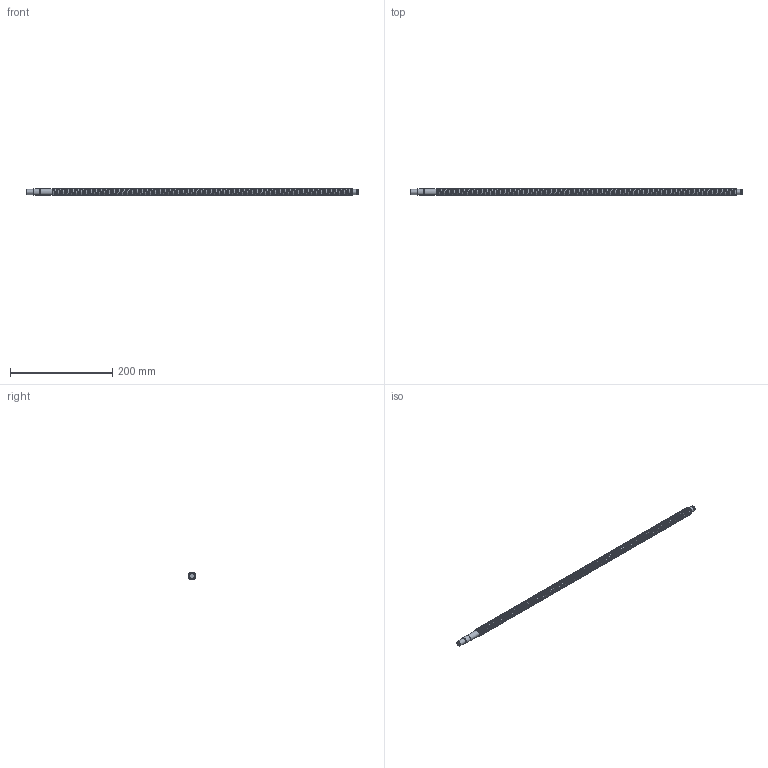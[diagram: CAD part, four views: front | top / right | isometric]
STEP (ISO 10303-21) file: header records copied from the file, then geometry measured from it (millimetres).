
FILE_DESCRIPTION(/* description */ (''),/* implementation_level */ '2;1');
FILE_NAME(/* name */ 'ballscrews_sfhr01605_650_r_bf12_l_bk12.step',/* time_stamp */ '2020-04-14T17:14:41+01:00',/* author */ (''),/* organization */ (''),/* preprocessor_version */ 'ST-DEVELOPER v18.1',/* originating_system */ 'Autodesk Translation Framework v9.2.0.1227',/* authorisation */ '');
FILE_SCHEMA (('AUTOMOTIVE_DESIGN { 1 0 10303 214 3 1 1 }'));
Length unit declared in the file: millimetre
Products named in the file (3): ballscrews_sfhr01605_650_r_bf12_l_bk12; Ballscrew; Screw
Assembly tree (2 placements, depth 3):
  ballscrews_sfhr01605_650_r_bf12_l_bk12
    Ballscrew
      Screw
Bounding box: 650 x 15.02 x 15.01 mm (x, y, z)
Volume: 92070.3 mm3; surface area: 36395.1 mm2
Topology: 1 solids, 1 shells, 138 faces, 387 edges, 256 vertices
Faces by surface type: cylinder 125, plane 8, cone 4, bspline 1
Full cylindrical faces by diameter (mm): 9.6 x1, 10 x3, 12 x2, 15 x117
Entity records: 14849 total; most frequent: CARTESIAN_POINT 11676, ORIENTED_EDGE 774, DIRECTION 450, EDGE_CURVE 387, VERTEX_POINT 256, B_SPLINE_CURVE_WITH_KNOTS 240, AXIS2_PLACEMENT_3D 161, EDGE_LOOP 143
